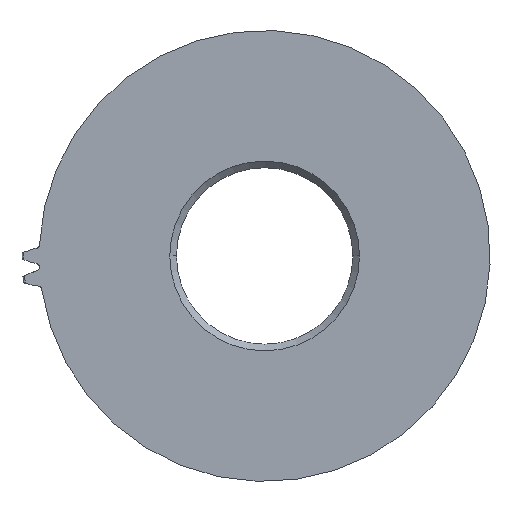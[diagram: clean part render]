
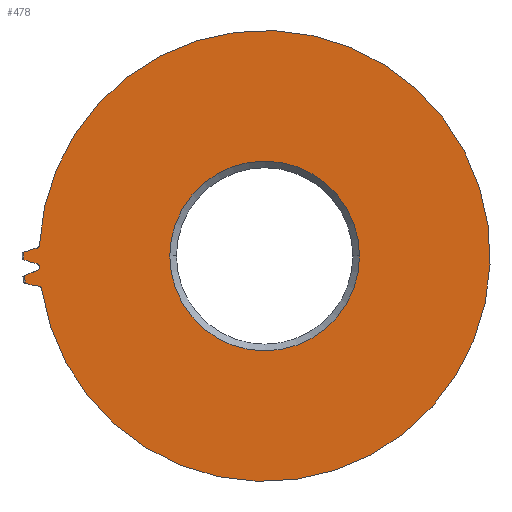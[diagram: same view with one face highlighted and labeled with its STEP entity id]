
A CAD part, left-side view. The second image highlights one B-rep face of the part: STEP entity #478.
In plain terms, the highlighted planar face has unit normal (-1, 0, 0).
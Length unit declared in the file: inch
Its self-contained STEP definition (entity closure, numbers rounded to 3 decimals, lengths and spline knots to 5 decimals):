
#1=CARTESIAN_POINT('',(-0.0935,0.51166,0.00784));
#2=CARTESIAN_POINT('',(-0.0935,0.5115,0.0079));
#3=CARTESIAN_POINT('',(-0.0935,0.50985,0.00858));
#4=CARTESIAN_POINT('',(-0.0935,0.50671,0.00983));
#5=CARTESIAN_POINT('',(-0.0935,0.50221,0.0115));
#6=CARTESIAN_POINT('',(-0.0935,0.49766,0.01302));
#7=CARTESIAN_POINT('',(-0.0935,0.49306,0.01441));
#8=CARTESIAN_POINT('',(-0.0935,0.48842,0.01565));
#9=CARTESIAN_POINT('',(-0.0935,0.48523,0.01639));
#10=CARTESIAN_POINT('',(-0.0935,0.48359,0.01674));
#11=CARTESIAN_POINT('',(-0.0935,0.48352,0.01676));
#13=CARTESIAN_POINT('',(-0.0935,0.48481,0.02271));
#14=DIRECTION('',(-1.,0.,0.));
#15=DIRECTION('',(0.,-0.212,-0.977));
#16=AXIS2_PLACEMENT_3D('',#13,#14,#15);
#18=CARTESIAN_POINT('',(-0.0935,0.48025,-0.07012));
#19=DIRECTION('',(-1.,0.,0.));
#20=DIRECTION('',(0.,-0.99,0.144));
#21=AXIS2_PLACEMENT_3D('',#18,#19,#20);
#23=CARTESIAN_POINT('',(-0.0935,0.47955,-0.06407));
#24=CARTESIAN_POINT('',(-0.0935,0.47963,-0.06406));
#25=CARTESIAN_POINT('',(-0.0935,0.48129,-0.06387));
#26=CARTESIAN_POINT('',(-0.0935,0.48454,-0.06344));
#27=CARTESIAN_POINT('',(-0.0935,0.48927,-0.06267));
#28=CARTESIAN_POINT('',(-0.0935,0.49399,-0.06174));
#29=CARTESIAN_POINT('',(-0.0935,0.49867,-0.06067));
#30=CARTESIAN_POINT('',(-0.0935,0.50331,-0.05945));
#31=CARTESIAN_POINT('',(-0.0935,0.50656,-0.05851));
#32=CARTESIAN_POINT('',(-0.0935,0.50826,-0.058));
#33=CARTESIAN_POINT('',(-0.0935,0.50843,-0.05795));
#35=CARTESIAN_POINT('',(-0.0935,0.,0.));
#36=DIRECTION('',(-1.,0.,0.));
#37=DIRECTION('',(0.,0.997,-0.083));
#38=AXIS2_PLACEMENT_3D('',#35,#36,#37);
#40=CARTESIAN_POINT('',(-0.0935,0.50996,-0.04235));
#41=CARTESIAN_POINT('',(-0.0935,0.50981,-0.04227));
#42=CARTESIAN_POINT('',(-0.0935,0.50824,-0.04143));
#43=CARTESIAN_POINT('',(-0.0935,0.50524,-0.03988));
#44=CARTESIAN_POINT('',(-0.0935,0.50092,-0.03779));
#45=CARTESIAN_POINT('',(-0.0935,0.49654,-0.03582));
#46=CARTESIAN_POINT('',(-0.0935,0.4921,-0.03399));
#47=CARTESIAN_POINT('',(-0.0935,0.4876,-0.0323));
#48=CARTESIAN_POINT('',(-0.0935,0.4845,-0.03125));
#49=CARTESIAN_POINT('',(-0.0935,0.48291,-0.03074));
#50=CARTESIAN_POINT('',(-0.0935,0.48284,-0.03072));
#52=CARTESIAN_POINT('',(-0.0935,0.4847,-0.02492));
#53=DIRECTION('',(-1.,0.,0.));
#54=DIRECTION('',(0.,-0.306,-0.952));
#55=AXIS2_PLACEMENT_3D('',#52,#53,#54);
#57=CARTESIAN_POINT('',(-0.0935,0.48481,-0.02271));
#58=DIRECTION('',(-1.,0.,0.));
#59=DIRECTION('',(0.,-0.999,0.047));
#60=AXIS2_PLACEMENT_3D('',#57,#58,#59);
#62=CARTESIAN_POINT('',(-0.0935,0.48352,-0.01676));
#63=CARTESIAN_POINT('',(-0.0935,0.48359,-0.01674));
#64=CARTESIAN_POINT('',(-0.0935,0.48523,-0.01639));
#65=CARTESIAN_POINT('',(-0.0935,0.48842,-0.01565));
#66=CARTESIAN_POINT('',(-0.0935,0.49306,-0.01441));
#67=CARTESIAN_POINT('',(-0.0935,0.49766,-0.01302));
#68=CARTESIAN_POINT('',(-0.0935,0.50221,-0.0115));
#69=CARTESIAN_POINT('',(-0.0935,0.50671,-0.00983));
#70=CARTESIAN_POINT('',(-0.0935,0.50985,-0.00858));
#71=CARTESIAN_POINT('',(-0.0935,0.5115,-0.0079));
#72=CARTESIAN_POINT('',(-0.0935,0.51166,-0.00784));
#74=CARTESIAN_POINT('',(-0.0935,0.,0.));
#75=DIRECTION('',(-1.,0.,0.));
#76=DIRECTION('',(0.,1.,0.));
#77=AXIS2_PLACEMENT_3D('',#74,#75,#76);
#79=CARTESIAN_POINT('',(-0.0935,0.,0.));
#80=DIRECTION('',(-1.,0.,0.));
#81=DIRECTION('',(0.,-1.,0.));
#82=AXIS2_PLACEMENT_3D('',#79,#80,#81);
#89=CARTESIAN_POINT('',(-0.0935,0.,0.));
#90=DIRECTION('',(-1.,0.,0.));
#91=DIRECTION('',(0.,1.,0.015));
#92=AXIS2_PLACEMENT_3D('',#89,#90,#91);
#103=CARTESIAN_POINT('',(-0.0935,0.51166,-0.00784));
#136=CARTESIAN_POINT('',(-0.0935,0.,0.));
#137=DIRECTION('',(-1.,0.,0.));
#138=DIRECTION('',(0.,0.999,-0.047));
#139=AXIS2_PLACEMENT_3D('',#136,#137,#138);
#145=CARTESIAN_POINT('',(-0.0935,0.,0.));
#146=DIRECTION('',(-1.,0.,0.));
#147=DIRECTION('',(0.,0.99,-0.144));
#148=AXIS2_PLACEMENT_3D('',#145,#146,#147);
#311=CARTESIAN_POINT('',(-0.0935,0.51166,0.00784));
#373=CARTESIAN_POINT('',(-0.0935,0.48352,0.01676));
#375=VERTEX_POINT('',#373);
#377=CARTESIAN_POINT('',(-0.0935,0.48352,-0.01676));
#379=VERTEX_POINT('',#377);
#381=CARTESIAN_POINT('',(-0.0935,0.47872,0.02243));
#383=VERTEX_POINT('',#381);
#385=CARTESIAN_POINT('',(-0.0935,0.47872,-0.02243));
#387=VERTEX_POINT('',#385);
#389=CARTESIAN_POINT('',(-0.0935,0.48284,-0.03072));
#391=VERTEX_POINT('',#389);
#393=CARTESIAN_POINT('',(-0.0935,0.47955,-0.06407));
#395=VERTEX_POINT('',#393);
#397=CARTESIAN_POINT('',(-0.0935,0.47862,-0.0246));
#399=VERTEX_POINT('',#397);
#401=CARTESIAN_POINT('',(-0.0935,0.47422,-0.06924));
#403=VERTEX_POINT('',#401);
#405=CARTESIAN_POINT('',(-0.0935,0.50996,-0.04235));
#406=CARTESIAN_POINT('',(-0.0935,0.50843,-0.05795));
#407=VERTEX_POINT('',#405);
#408=VERTEX_POINT('',#406);
#414=VERTEX_POINT('',#311);
#417=VERTEX_POINT('',#103);
#433=CARTESIAN_POINT('',(-0.0935,0.20156,0.));
#434=CARTESIAN_POINT('',(-0.0935,-0.20156,0.));
#435=VERTEX_POINT('',#433);
#436=VERTEX_POINT('',#434);
#441=CARTESIAN_POINT('',(-0.0935,0.,0.));
#442=DIRECTION('',(1.,0.,0.));
#443=DIRECTION('',(0.,0.,-1.));
#444=AXIS2_PLACEMENT_3D('',#441,#442,#443);
#445=PLANE('',#444);
#447=ORIENTED_EDGE('',*,*,#446,.F.);
#449=ORIENTED_EDGE('',*,*,#448,.T.);
#451=ORIENTED_EDGE('',*,*,#450,.T.);
#453=ORIENTED_EDGE('',*,*,#452,.F.);
#455=ORIENTED_EDGE('',*,*,#454,.T.);
#457=ORIENTED_EDGE('',*,*,#456,.T.);
#459=ORIENTED_EDGE('',*,*,#458,.F.);
#461=ORIENTED_EDGE('',*,*,#460,.T.);
#463=ORIENTED_EDGE('',*,*,#462,.T.);
#465=ORIENTED_EDGE('',*,*,#464,.F.);
#467=ORIENTED_EDGE('',*,*,#466,.T.);
#469=ORIENTED_EDGE('',*,*,#468,.T.);
#470=EDGE_LOOP('',(#447,#449,#451,#453,#455,#457,#459,#461,#463,#465,#467,
#469));
#471=FACE_OUTER_BOUND('',#470,.F.);
#473=ORIENTED_EDGE('',*,*,#472,.T.);
#475=ORIENTED_EDGE('',*,*,#474,.T.);
#476=EDGE_LOOP('',(#473,#475));
#477=FACE_BOUND('',#476,.F.);
#478=ADVANCED_FACE('',(#471,#477),#445,.F.);
#12=B_SPLINE_CURVE_WITH_KNOTS('',3,(#1,#2,#3,#4,#5,#6,#7,#8,#9,#10,#11),
.UNSPECIFIED.,.F.,.F.,(4,1,1,1,1,1,1,1,4),(0.,0.01794,
0.18036,0.34277,0.50519,0.66761,
0.83002,0.99244,1.),.UNSPECIFIED.);
#17=CIRCLE('',#16,0.00609);
#22=CIRCLE('',#21,0.00609);
#34=B_SPLINE_CURVE_WITH_KNOTS('',3,(#23,#24,#25,#26,#27,#28,#29,#30,#31,#32,
#33),.UNSPECIFIED.,.F.,.F.,(4,1,1,1,1,1,1,1,4),(0.,0.00756,
0.16998,0.33239,0.49481,0.65723,
0.81964,0.98206,1.),.UNSPECIFIED.);
#39=CIRCLE('',#38,0.51172);
#51=B_SPLINE_CURVE_WITH_KNOTS('',3,(#40,#41,#42,#43,#44,#45,#46,#47,#48,#49,
#50),.UNSPECIFIED.,.F.,.F.,(4,1,1,1,1,1,1,1,4),(0.,0.01794,
0.18036,0.34277,0.50519,0.66761,
0.83002,0.99244,1.),.UNSPECIFIED.);
#56=CIRCLE('',#55,0.00609);
#61=CIRCLE('',#60,0.00609);
#73=B_SPLINE_CURVE_WITH_KNOTS('',3,(#62,#63,#64,#65,#66,#67,#68,#69,#70,#71,
#72),.UNSPECIFIED.,.F.,.F.,(4,1,1,1,1,1,1,1,4),(0.,0.00756,
0.16998,0.33239,0.49481,0.65723,
0.81964,0.98206,1.),.UNSPECIFIED.);
#78=CIRCLE('',#77,0.20156);
#83=CIRCLE('',#82,0.20156);
#93=CIRCLE('',#92,0.51172);
#140=CIRCLE('',#139,0.47925);
#149=CIRCLE('',#148,0.47925);
#446=EDGE_CURVE('',#414,#417,#93,.T.);
#448=EDGE_CURVE('',#414,#375,#12,.T.);
#450=EDGE_CURVE('',#375,#383,#17,.T.);
#452=EDGE_CURVE('',#403,#383,#149,.T.);
#454=EDGE_CURVE('',#403,#395,#22,.T.);
#456=EDGE_CURVE('',#395,#408,#34,.T.);
#458=EDGE_CURVE('',#407,#408,#39,.T.);
#460=EDGE_CURVE('',#407,#391,#51,.T.);
#462=EDGE_CURVE('',#391,#399,#56,.T.);
#464=EDGE_CURVE('',#387,#399,#140,.T.);
#466=EDGE_CURVE('',#387,#379,#61,.T.);
#468=EDGE_CURVE('',#379,#417,#73,.T.);
#472=EDGE_CURVE('',#435,#436,#78,.T.);
#474=EDGE_CURVE('',#436,#435,#83,.T.);
